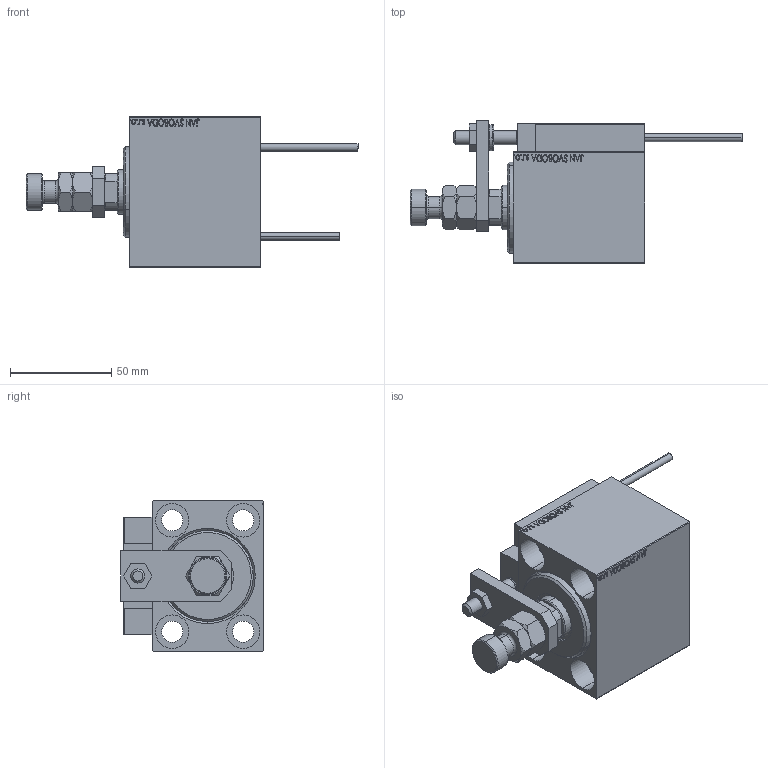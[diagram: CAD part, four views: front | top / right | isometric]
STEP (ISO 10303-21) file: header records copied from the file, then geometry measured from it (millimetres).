
FILE_DESCRIPTION (( 'STEP AP203' ), '1' );
FILE_NAME ('00ce.STEP', '2022-04-16T23:20:29', ( '' ), ( '' ), 'SwSTEP 2.0', 'SolidWorks 2019', '' );
FILE_SCHEMA (( 'CONFIG_CONTROL_DESIGN' ));
Length unit declared in the file: millimetre
Products named in the file (16): 00ce; MAGNET 9fefe7cfa47f5bdef304b39a2945c79d; V450CM_C_VCP 9fefe7cfa47f5bdef304b39a2945c79d; SWITCH_X_FRONT_BACK 9fefe7cfa47f5bdef304b39a2945c79d; ALLEN BOLT D5 9fefe7cfa47f5bdef304b39a2945c79d; ALLEN BOLT D8 9fefe7cfa47f5bdef304b39a2945c79d; NUT_D12 9fefe7cfa47f5bdef304b39a2945c79d; Block 9fefe7cfa47f5bdef304b39a2945c79d; KONCOVKA 9fefe7cfa47f5bdef304b39a2945c79d; V450CM_VC_B 9fefe7cfa47f5bdef304b39a2945c79d; ZARAZKA 9fefe7cfa47f5bdef304b39a2945c79d; SWITCH DIM B,W 9fefe7cfa47f5bdef304b39a2945c79d; SWITCH X 9fefe7cfa47f5bdef304b39a2945c79d; X_Y_MFA 9fefe7cfa47f5bdef304b39a2945c79d; TYC_L79 9fefe7cfa47f5bdef304b39a2945c79d; V450CM_C_Body 9fefe7cfa47f5bdef304b39a2945c79d
Assembly tree (25 placements, depth 3):
  00ce
    V450CM_C_Body 9fefe7cfa47f5bdef304b39a2945c79d
    SWITCH X 9fefe7cfa47f5bdef304b39a2945c79d
      SWITCH_X_FRONT_BACK 9fefe7cfa47f5bdef304b39a2945c79d  x2
      TYC_L79 9fefe7cfa47f5bdef304b39a2945c79d
      Block 9fefe7cfa47f5bdef304b39a2945c79d  x2
      ALLEN BOLT D5 9fefe7cfa47f5bdef304b39a2945c79d  x4
      ALLEN BOLT D8 9fefe7cfa47f5bdef304b39a2945c79d  x4
      MAGNET 9fefe7cfa47f5bdef304b39a2945c79d  x2
      KONCOVKA 9fefe7cfa47f5bdef304b39a2945c79d  x2
    NUT_D12 9fefe7cfa47f5bdef304b39a2945c79d
    SWITCH DIM B,W 9fefe7cfa47f5bdef304b39a2945c79d
    ZARAZKA 9fefe7cfa47f5bdef304b39a2945c79d
    V450CM_C_VCP 9fefe7cfa47f5bdef304b39a2945c79d
    V450CM_VC_B 9fefe7cfa47f5bdef304b39a2945c79d
    X_Y_MFA 9fefe7cfa47f5bdef304b39a2945c79d
Bounding box: 164 x 70.5 x 75 mm (x, y, z)
Volume: 288279.1 mm3; surface area: 77383 mm2
Topology: 24 solids, 24 shells, 1330 faces, 3170 edges, 2017 vertices
Faces by surface type: plane 576, bspline 380, cylinder 188, cone 134, torus 48, sphere 4
Entity records: 51768 total; most frequent: CARTESIAN_POINT 26435, ORIENTED_EDGE 5360, DIRECTION 3656, EDGE_CURVE 2680, VERTEX_POINT 1741, LINE 1500, VECTOR 1500, EDGE_LOOP 1241
